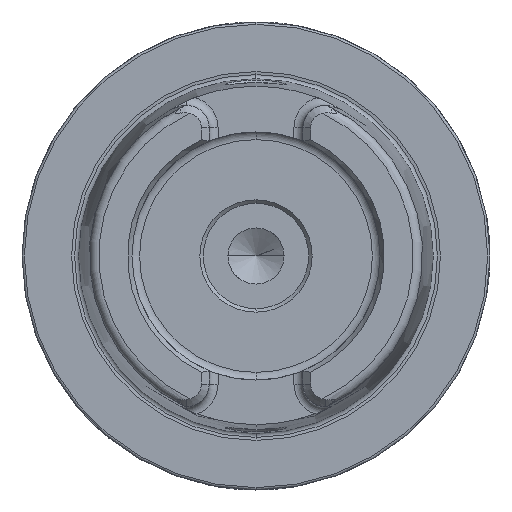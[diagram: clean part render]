
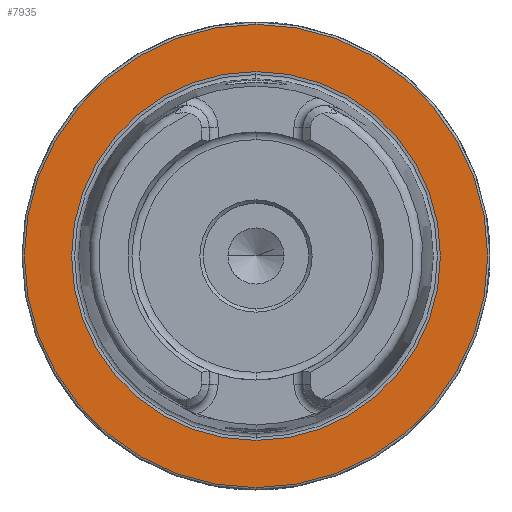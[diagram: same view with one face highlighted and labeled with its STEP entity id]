
A CAD part, left-side view. The second image highlights one B-rep face of the part: STEP entity #7935.
In plain terms, the highlighted planar face has unit normal (-1, 0, 0).
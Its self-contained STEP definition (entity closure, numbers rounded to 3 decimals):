
#333 = CARTESIAN_POINT ( 'NONE',  ( 0., 0., 0. ) ) ;
#334 = DIRECTION ( 'NONE',  ( -1., 0., 0. ) ) ;
#335 = DIRECTION ( 'NONE',  ( 0., 0., 1. ) ) ;
#336 = CARTESIAN_POINT ( 'NONE',  ( 0., 0., 0. ) ) ;
#337 = DIRECTION ( 'NONE',  ( -1., 0., 0. ) ) ;
#338 = DIRECTION ( 'NONE',  ( 0., 0., 1. ) ) ;
#1860 = AXIS2_PLACEMENT_3D ( 'NONE', #5876, #5710, #5721 ) ;
#2040 = AXIS2_PLACEMENT_3D ( 'NONE', #12129, #12128, #12127 ) ;
#2044 = AXIS2_PLACEMENT_3D ( 'NONE', #12040, #12037, #12126 ) ;
#4298 = FACE_BOUND ( 'NONE', #5354, .T. ) ;
#4300 = FACE_OUTER_BOUND ( 'NONE', #5605, .T. ) ;
#4398 = VERTEX_POINT ( 'NONE', #12784 ) ;
#4408 = VERTEX_POINT ( 'NONE', #12771 ) ;
#4442 = VERTEX_POINT ( 'NONE', #12730 ) ;
#5354 = EDGE_LOOP ( 'NONE', ( #9321, #9323 ) ) ;
#5605 = EDGE_LOOP ( 'NONE', ( #9327, #9331 ) ) ;
#5710 = DIRECTION ( 'NONE',  ( 1., 0., 0. ) ) ;
#5721 = DIRECTION ( 'NONE',  ( 0., 0., -1. ) ) ;
#5774 = PLANE ( 'NONE',  #1860 ) ;
#5876 = CARTESIAN_POINT ( 'NONE',  ( 0., 49.5, 0. ) ) ;
#5907 = CIRCLE ( 'NONE', #2044, 49.5 ) ;
#6225 = EDGE_CURVE ( 'NONE', #4398, #4408, #5907, .T. ) ;
#6229 = EDGE_CURVE ( 'NONE', #11936, #4442, #8568, .T. ) ;
#6895 = CARTESIAN_POINT ( 'NONE',  ( 0., 0., -39.405 ) ) ;
#7935 = ADVANCED_FACE ( 'NONE', ( #4298, #4300 ), #5774, .F. ) ;
#8568 = CIRCLE ( 'NONE', #2040, 39.405 ) ;
#8858 = AXIS2_PLACEMENT_3D ( 'NONE', #336, #337, #338 ) ;
#8929 = AXIS2_PLACEMENT_3D ( 'NONE', #333, #334, #335 ) ;
#9321 = ORIENTED_EDGE ( 'NONE', *, *, #12994, .F. ) ;
#9323 = ORIENTED_EDGE ( 'NONE', *, *, #6229, .F. ) ;
#9327 = ORIENTED_EDGE ( 'NONE', *, *, #6225, .T. ) ;
#9331 = ORIENTED_EDGE ( 'NONE', *, *, #12995, .T. ) ;
#10522 = CIRCLE ( 'NONE', #8858, 49.5 ) ;
#10524 = CIRCLE ( 'NONE', #8929, 39.405 ) ;
#11936 = VERTEX_POINT ( 'NONE', #6895 ) ;
#12037 = DIRECTION ( 'NONE',  ( -1., 0., 0. ) ) ;
#12040 = CARTESIAN_POINT ( 'NONE',  ( 0., 0., 0. ) ) ;
#12126 = DIRECTION ( 'NONE',  ( 0., 0., 1. ) ) ;
#12127 = DIRECTION ( 'NONE',  ( 0., 0., 1. ) ) ;
#12128 = DIRECTION ( 'NONE',  ( -1., 0., 0. ) ) ;
#12129 = CARTESIAN_POINT ( 'NONE',  ( 0., 0., 0. ) ) ;
#12730 = CARTESIAN_POINT ( 'NONE',  ( 0., 0., 39.405 ) ) ;
#12771 = CARTESIAN_POINT ( 'NONE',  ( 0., 0., -49.5 ) ) ;
#12784 = CARTESIAN_POINT ( 'NONE',  ( 0., 0., 49.5 ) ) ;
#12994 = EDGE_CURVE ( 'NONE', #4442, #11936, #10524, .T. ) ;
#12995 = EDGE_CURVE ( 'NONE', #4408, #4398, #10522, .T. ) ;
